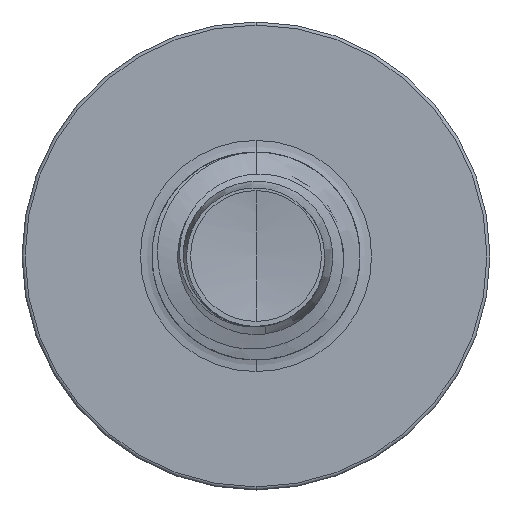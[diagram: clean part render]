
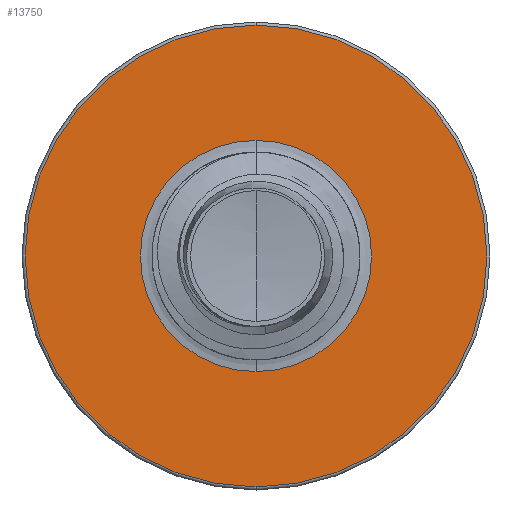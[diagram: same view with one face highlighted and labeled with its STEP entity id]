
A CAD part, front view. The second image highlights one B-rep face of the part: STEP entity #13750.
In plain terms, the highlighted planar face has unit normal (0, -1, 0).
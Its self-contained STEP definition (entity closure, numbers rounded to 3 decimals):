
#1147 = FACE_BOUND ( 'NONE', #32990, .T. ) ;
#2119 = AXIS2_PLACEMENT_3D ( 'NONE', #11787, #11662, #11621 ) ;
#3647 = ORIENTED_EDGE ( 'NONE', *, *, #25645, .F. ) ;
#6156 = DIRECTION ( 'NONE',  ( 0., 0., 1. ) ) ;
#6169 = DIRECTION ( 'NONE',  ( 0., 1., 0. ) ) ;
#6225 = CARTESIAN_POINT ( 'NONE',  ( 0., 10., 0. ) ) ;
#7108 = CIRCLE ( 'NONE', #21108, 1.112 ) ;
#8915 = ORIENTED_EDGE ( 'NONE', *, *, #17084, .T. ) ;
#9728 = VERTEX_POINT ( 'NONE', #26018 ) ;
#10327 = CIRCLE ( 'NONE', #12274, 2.22 ) ;
#11621 = DIRECTION ( 'NONE',  ( 0., 0., 1. ) ) ;
#11662 = DIRECTION ( 'NONE',  ( 0., 1., 0. ) ) ;
#11787 = CARTESIAN_POINT ( 'NONE',  ( 0., 10., -1.112 ) ) ;
#12004 = PLANE ( 'NONE',  #2119 ) ;
#12274 = AXIS2_PLACEMENT_3D ( 'NONE', #21429, #21393, #21381 ) ;
#12331 = EDGE_CURVE ( 'NONE', #34631, #9728, #10327, .T. ) ;
#13750 = ADVANCED_FACE ( 'NONE', ( #21007, #1147 ), #12004, .F. ) ;
#13883 = CARTESIAN_POINT ( 'NONE',  ( 0., 10., -1.112 ) ) ;
#14294 = CIRCLE ( 'NONE', #20314, 1.112 ) ;
#14868 = CARTESIAN_POINT ( 'NONE',  ( 0., 10., -2.22 ) ) ;
#15124 = CARTESIAN_POINT ( 'NONE',  ( 0., 10., 1.112 ) ) ;
#17084 = EDGE_CURVE ( 'NONE', #21903, #30869, #14294, .T. ) ;
#17394 = ORIENTED_EDGE ( 'NONE', *, *, #12331, .F. ) ;
#20314 = AXIS2_PLACEMENT_3D ( 'NONE', #6225, #6169, #6156 ) ;
#21007 = FACE_OUTER_BOUND ( 'NONE', #23723, .T. ) ;
#21108 = AXIS2_PLACEMENT_3D ( 'NONE', #21336, #34319, #24087 ) ;
#21336 = CARTESIAN_POINT ( 'NONE',  ( 0., 10., 0. ) ) ;
#21381 = DIRECTION ( 'NONE',  ( 0., 0., 1. ) ) ;
#21393 = DIRECTION ( 'NONE',  ( 0., 1., 0. ) ) ;
#21429 = CARTESIAN_POINT ( 'NONE',  ( 0., 10., 0. ) ) ;
#21488 = DIRECTION ( 'NONE',  ( 0., 1., 0. ) ) ;
#21814 = AXIS2_PLACEMENT_3D ( 'NONE', #33181, #21488, #34377 ) ;
#21903 = VERTEX_POINT ( 'NONE', #15124 ) ;
#23723 = EDGE_LOOP ( 'NONE', ( #3647, #17394 ) ) ;
#24087 = DIRECTION ( 'NONE',  ( 0., 0., 1. ) ) ;
#25645 = EDGE_CURVE ( 'NONE', #9728, #34631, #28808, .T. ) ;
#26018 = CARTESIAN_POINT ( 'NONE',  ( 0., 10., 2.22 ) ) ;
#27129 = EDGE_CURVE ( 'NONE', #30869, #21903, #7108, .T. ) ;
#28808 = CIRCLE ( 'NONE', #21814, 2.22 ) ;
#30869 = VERTEX_POINT ( 'NONE', #13883 ) ;
#32990 = EDGE_LOOP ( 'NONE', ( #8915, #34360 ) ) ;
#33181 = CARTESIAN_POINT ( 'NONE',  ( 0., 10., 0. ) ) ;
#34319 = DIRECTION ( 'NONE',  ( 0., 1., 0. ) ) ;
#34360 = ORIENTED_EDGE ( 'NONE', *, *, #27129, .T. ) ;
#34377 = DIRECTION ( 'NONE',  ( 0., 0., 1. ) ) ;
#34631 = VERTEX_POINT ( 'NONE', #14868 ) ;
